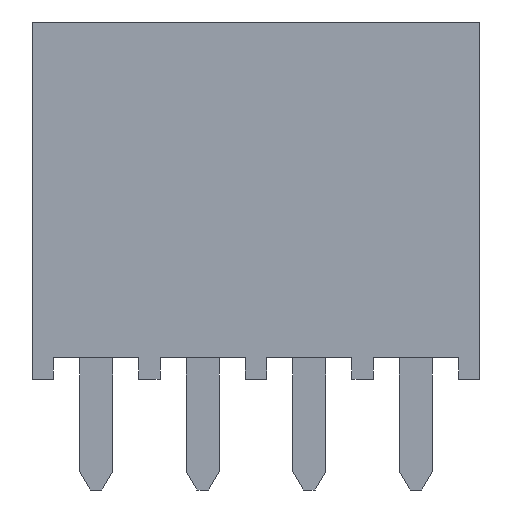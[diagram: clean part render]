
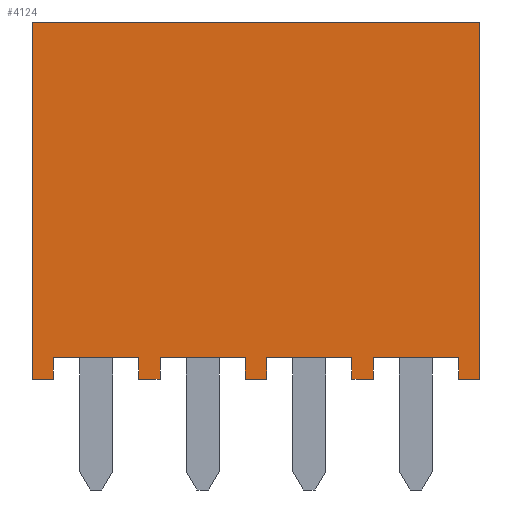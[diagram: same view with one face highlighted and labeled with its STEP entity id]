
A CAD part, front view. The second image highlights one B-rep face of the part: STEP entity #4124.
In plain terms, the highlighted planar face has unit normal (0, -1, 0).
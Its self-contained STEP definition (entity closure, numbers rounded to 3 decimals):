
#190=FACE_OUTER_BOUND('',#428,.T.);
#428=EDGE_LOOP('',(#3103,#3104,#3105,#3106,#3107,#3108,#3109,#3110,#3111,
#3112,#3113,#3114,#3115,#3116,#3117,#3118,#3119,#3120,#3121,#3122));
#817=LINE('',#6050,#1381);
#818=LINE('',#6052,#1382);
#819=LINE('',#6054,#1383);
#820=LINE('',#6056,#1384);
#821=LINE('',#6058,#1385);
#822=LINE('',#6060,#1386);
#823=LINE('',#6062,#1387);
#824=LINE('',#6064,#1388);
#825=LINE('',#6066,#1389);
#826=LINE('',#6068,#1390);
#827=LINE('',#6070,#1391);
#828=LINE('',#6072,#1392);
#829=LINE('',#6074,#1393);
#830=LINE('',#6076,#1394);
#831=LINE('',#6078,#1395);
#832=LINE('',#6080,#1396);
#833=LINE('',#6082,#1397);
#834=LINE('',#6084,#1398);
#835=LINE('',#6086,#1399);
#836=LINE('',#6087,#1400);
#1381=VECTOR('',#4955,1000.);
#1382=VECTOR('',#4956,1000.);
#1383=VECTOR('',#4957,1000.);
#1384=VECTOR('',#4958,1000.);
#1385=VECTOR('',#4959,1000.);
#1386=VECTOR('',#4960,1000.);
#1387=VECTOR('',#4961,1000.);
#1388=VECTOR('',#4962,1000.);
#1389=VECTOR('',#4963,1000.);
#1390=VECTOR('',#4964,1000.);
#1391=VECTOR('',#4965,1000.);
#1392=VECTOR('',#4966,1000.);
#1393=VECTOR('',#4967,1000.);
#1394=VECTOR('',#4968,1000.);
#1395=VECTOR('',#4969,1000.);
#1396=VECTOR('',#4970,1000.);
#1397=VECTOR('',#4971,1000.);
#1398=VECTOR('',#4972,1000.);
#1399=VECTOR('',#4973,1000.);
#1400=VECTOR('',#4974,1000.);
#1871=VERTEX_POINT('',#6048);
#1872=VERTEX_POINT('',#6049);
#1873=VERTEX_POINT('',#6051);
#1874=VERTEX_POINT('',#6053);
#1875=VERTEX_POINT('',#6055);
#1876=VERTEX_POINT('',#6057);
#1877=VERTEX_POINT('',#6059);
#1878=VERTEX_POINT('',#6061);
#1879=VERTEX_POINT('',#6063);
#1880=VERTEX_POINT('',#6065);
#1881=VERTEX_POINT('',#6067);
#1882=VERTEX_POINT('',#6069);
#1883=VERTEX_POINT('',#6071);
#1884=VERTEX_POINT('',#6073);
#1885=VERTEX_POINT('',#6075);
#1886=VERTEX_POINT('',#6077);
#1887=VERTEX_POINT('',#6079);
#1888=VERTEX_POINT('',#6081);
#1889=VERTEX_POINT('',#6083);
#1890=VERTEX_POINT('',#6085);
#2321=EDGE_CURVE('',#1871,#1872,#817,.T.);
#2322=EDGE_CURVE('',#1873,#1871,#818,.T.);
#2323=EDGE_CURVE('',#1874,#1873,#819,.T.);
#2324=EDGE_CURVE('',#1874,#1875,#820,.T.);
#2325=EDGE_CURVE('',#1876,#1875,#821,.T.);
#2326=EDGE_CURVE('',#1877,#1876,#822,.T.);
#2327=EDGE_CURVE('',#1878,#1877,#823,.T.);
#2328=EDGE_CURVE('',#1878,#1879,#824,.T.);
#2329=EDGE_CURVE('',#1880,#1879,#825,.T.);
#2330=EDGE_CURVE('',#1881,#1880,#826,.T.);
#2331=EDGE_CURVE('',#1882,#1881,#827,.T.);
#2332=EDGE_CURVE('',#1882,#1883,#828,.T.);
#2333=EDGE_CURVE('',#1884,#1883,#829,.T.);
#2334=EDGE_CURVE('',#1885,#1884,#830,.T.);
#2335=EDGE_CURVE('',#1886,#1885,#831,.T.);
#2336=EDGE_CURVE('',#1886,#1887,#832,.T.);
#2337=EDGE_CURVE('',#1888,#1887,#833,.T.);
#2338=EDGE_CURVE('',#1889,#1888,#834,.T.);
#2339=EDGE_CURVE('',#1889,#1890,#835,.T.);
#2340=EDGE_CURVE('',#1890,#1872,#836,.T.);
#3103=ORIENTED_EDGE('',*,*,#2321,.F.);
#3104=ORIENTED_EDGE('',*,*,#2322,.F.);
#3105=ORIENTED_EDGE('',*,*,#2323,.F.);
#3106=ORIENTED_EDGE('',*,*,#2324,.T.);
#3107=ORIENTED_EDGE('',*,*,#2325,.F.);
#3108=ORIENTED_EDGE('',*,*,#2326,.F.);
#3109=ORIENTED_EDGE('',*,*,#2327,.F.);
#3110=ORIENTED_EDGE('',*,*,#2328,.T.);
#3111=ORIENTED_EDGE('',*,*,#2329,.F.);
#3112=ORIENTED_EDGE('',*,*,#2330,.F.);
#3113=ORIENTED_EDGE('',*,*,#2331,.F.);
#3114=ORIENTED_EDGE('',*,*,#2332,.T.);
#3115=ORIENTED_EDGE('',*,*,#2333,.F.);
#3116=ORIENTED_EDGE('',*,*,#2334,.F.);
#3117=ORIENTED_EDGE('',*,*,#2335,.F.);
#3118=ORIENTED_EDGE('',*,*,#2336,.T.);
#3119=ORIENTED_EDGE('',*,*,#2337,.F.);
#3120=ORIENTED_EDGE('',*,*,#2338,.F.);
#3121=ORIENTED_EDGE('',*,*,#2339,.T.);
#3122=ORIENTED_EDGE('',*,*,#2340,.T.);
#3886=PLANE('',#4388);
#4124=ADVANCED_FACE('',(#190),#3886,.F.);
#4388=AXIS2_PLACEMENT_3D('',#6047,#4953,#4954);
#4953=DIRECTION('center_axis',(0.,1.,0.));
#4954=DIRECTION('ref_axis',(-1.,0.,0.));
#4955=DIRECTION('',(0.,0.,-1.));
#4956=DIRECTION('',(-1.,0.,0.));
#4957=DIRECTION('',(0.,0.,1.));
#4958=DIRECTION('',(1.,0.,0.));
#4959=DIRECTION('',(0.,0.,-1.));
#4960=DIRECTION('',(-1.,0.,0.));
#4961=DIRECTION('',(0.,0.,1.));
#4962=DIRECTION('',(1.,0.,0.));
#4963=DIRECTION('',(0.,0.,-1.));
#4964=DIRECTION('',(-1.,0.,0.));
#4965=DIRECTION('',(0.,0.,1.));
#4966=DIRECTION('',(1.,0.,0.));
#4967=DIRECTION('',(0.,0.,-1.));
#4968=DIRECTION('',(-1.,0.,0.));
#4969=DIRECTION('',(0.,0.,1.));
#4970=DIRECTION('',(1.,0.,0.));
#4971=DIRECTION('',(0.,0.,-1.));
#4972=DIRECTION('',(1.,0.,0.));
#4973=DIRECTION('',(0.,0.,-1.));
#4974=DIRECTION('',(1.,0.,0.));
#6047=CARTESIAN_POINT('Origin',(-5.334,-3.747,8.509));
#6048=CARTESIAN_POINT('',(-4.826,-3.747,0.508));
#6049=CARTESIAN_POINT('',(-4.826,-3.747,0.));
#6050=CARTESIAN_POINT('',(-4.826,-3.747,8.509));
#6051=CARTESIAN_POINT('',(-2.794,-3.747,0.508));
#6052=CARTESIAN_POINT('',(-5.334,-3.747,0.508));
#6053=CARTESIAN_POINT('',(-2.794,-3.747,0.));
#6054=CARTESIAN_POINT('',(-2.794,-3.747,8.509));
#6055=CARTESIAN_POINT('',(-2.286,-3.747,0.));
#6056=CARTESIAN_POINT('',(-5.334,-3.747,0.));
#6057=CARTESIAN_POINT('',(-2.286,-3.747,0.508));
#6058=CARTESIAN_POINT('',(-2.286,-3.747,8.509));
#6059=CARTESIAN_POINT('',(-0.254,-3.747,0.508));
#6060=CARTESIAN_POINT('',(-5.334,-3.747,0.508));
#6061=CARTESIAN_POINT('',(-0.254,-3.747,0.));
#6062=CARTESIAN_POINT('',(-0.254,-3.747,8.509));
#6063=CARTESIAN_POINT('',(0.254,-3.747,0.));
#6064=CARTESIAN_POINT('',(-5.334,-3.747,0.));
#6065=CARTESIAN_POINT('',(0.254,-3.747,0.508));
#6066=CARTESIAN_POINT('',(0.254,-3.747,8.509));
#6067=CARTESIAN_POINT('',(2.286,-3.747,0.508));
#6068=CARTESIAN_POINT('',(-5.334,-3.747,0.508));
#6069=CARTESIAN_POINT('',(2.286,-3.747,0.));
#6070=CARTESIAN_POINT('',(2.286,-3.747,8.509));
#6071=CARTESIAN_POINT('',(2.794,-3.747,0.));
#6072=CARTESIAN_POINT('',(-5.334,-3.747,0.));
#6073=CARTESIAN_POINT('',(2.794,-3.747,0.508));
#6074=CARTESIAN_POINT('',(2.794,-3.747,8.509));
#6075=CARTESIAN_POINT('',(4.826,-3.747,0.508));
#6076=CARTESIAN_POINT('',(-5.334,-3.747,0.508));
#6077=CARTESIAN_POINT('',(4.826,-3.747,0.));
#6078=CARTESIAN_POINT('',(4.826,-3.747,8.509));
#6079=CARTESIAN_POINT('',(5.334,-3.747,0.));
#6080=CARTESIAN_POINT('',(-5.334,-3.747,0.));
#6081=CARTESIAN_POINT('',(5.334,-3.747,8.509));
#6082=CARTESIAN_POINT('',(5.334,-3.747,8.509));
#6083=CARTESIAN_POINT('',(-5.334,-3.747,8.509));
#6084=CARTESIAN_POINT('',(-5.334,-3.747,8.509));
#6085=CARTESIAN_POINT('',(-5.334,-3.747,0.));
#6086=CARTESIAN_POINT('',(-5.334,-3.747,8.509));
#6087=CARTESIAN_POINT('',(-5.334,-3.747,0.));
